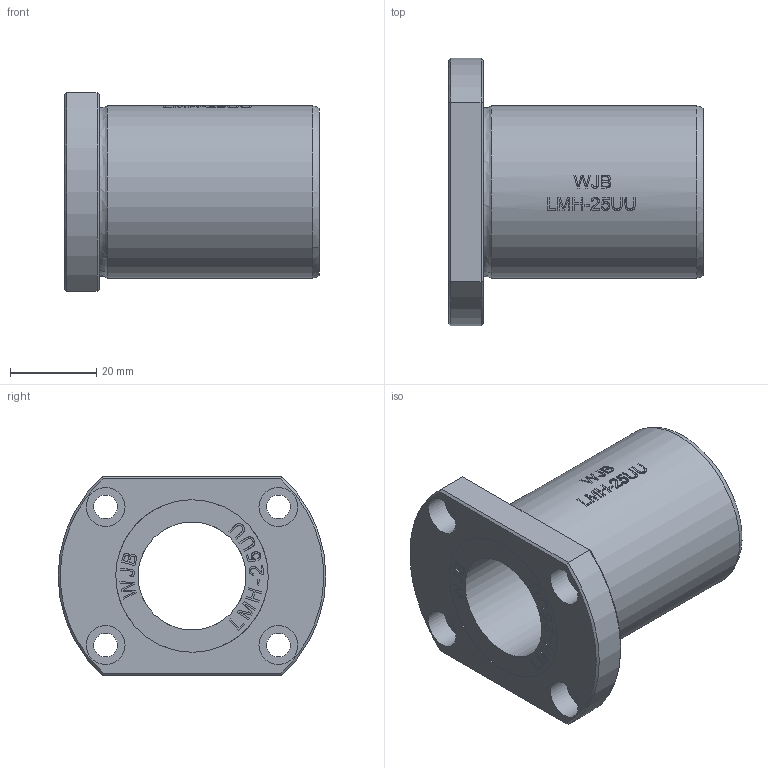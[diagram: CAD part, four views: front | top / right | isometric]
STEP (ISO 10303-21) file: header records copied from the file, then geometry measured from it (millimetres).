
FILE_DESCRIPTION(/* description */ (''),/* implementation_level */ '2;1');
FILE_NAME(/* name */ 'WJB-LMH-25UUX4.stp',/* time_stamp */ '2018-09-11T17:30:44+08:00',/* author */ (''),/* organization */ (''),/* preprocessor_version */ 'ST-DEVELOPER v11',/* originating_system */ 'SIEMENS UGS NX 6.0',/* authorisation */ '');
FILE_SCHEMA (('CONFIG_CONTROL_DESIGN'));
Length unit declared in the file: millimetre
Products named in the file (1): WJB-LMH-25UUX4
Bounding box: 59 x 62 x 46 mm (x, y, z)
Volume: 53693.6 mm3; surface area: 17217.1 mm2
Topology: 1 solids, 1 shells, 347 faces, 896 edges, 597 vertices
Faces by surface type: plane 230, extrusion 84, cylinder 27, cone 4, torus 2
Full cylindrical faces by diameter (mm): 5.5 x4, 9 x4, 25 x1, 35.3 x2, 40 x1
Entity records: 13425 total; most frequent: CARTESIAN_POINT 5441, ORIENTED_EDGE 1760, DIRECTION 1259, EDGE_CURVE 880, VERTEX_POINT 595, VECTOR 557, LINE 473, EDGE_LOOP 417
